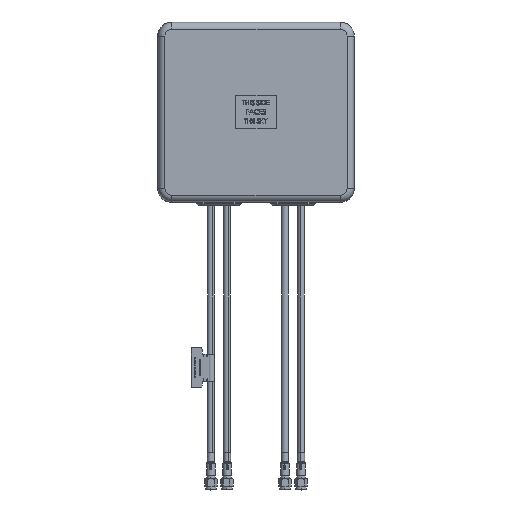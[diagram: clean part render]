
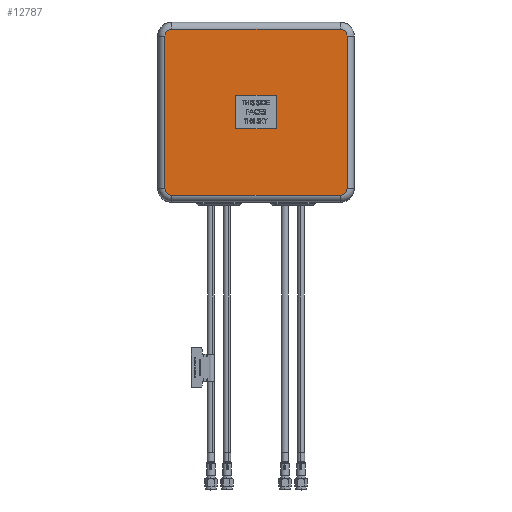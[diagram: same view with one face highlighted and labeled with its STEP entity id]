
A CAD part, top view. The second image highlights one B-rep face of the part: STEP entity #12787.
In plain terms, the highlighted face is planar.
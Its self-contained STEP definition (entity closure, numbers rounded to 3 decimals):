
#264 = DIRECTION ( 'NONE',  ( -1., 0., 0. ) ) ;
#789 = VERTEX_POINT ( 'NONE', #28907 ) ;
#965 = EDGE_CURVE ( 'NONE', #43932, #7924, #34341, .T. ) ;
#1022 = EDGE_CURVE ( 'NONE', #45303, #43932, #1613, .T. ) ;
#1244 = CARTESIAN_POINT ( 'NONE',  ( 67.672, 15., 56.5 ) ) ;
#1613 = LINE ( 'NONE', #48271, #18828 ) ;
#1882 = VERTEX_POINT ( 'NONE', #6515 ) ;
#2320 = ORIENTED_EDGE ( 'NONE', *, *, #965, .T. ) ;
#4100 = CARTESIAN_POINT ( 'NONE',  ( 62.5, 15., -56.5 ) ) ;
#4465 = CARTESIAN_POINT ( 'NONE',  ( 62.5, 15., 56.5 ) ) ;
#6515 = CARTESIAN_POINT ( 'NONE',  ( -67.672, 15., -56.5 ) ) ;
#6799 = EDGE_CURVE ( 'NONE', #19022, #789, #19366, .T. ) ;
#7167 = DIRECTION ( 'NONE',  ( 0., 0., 1. ) ) ;
#7713 = CARTESIAN_POINT ( 'NONE',  ( -62.5, 15., 56.5 ) ) ;
#7924 = VERTEX_POINT ( 'NONE', #1244 ) ;
#8592 = DIRECTION ( 'NONE',  ( 0., 0., 1. ) ) ;
#10702 = VERTEX_POINT ( 'NONE', #21827 ) ;
#10784 = FACE_OUTER_BOUND ( 'NONE', #32030, .T. ) ;
#11190 = EDGE_CURVE ( 'NONE', #7924, #19022, #32400, .T. ) ;
#11284 = PLANE ( 'NONE',  #22297 ) ;
#12452 = DIRECTION ( 'NONE',  ( 0., 0., 1. ) ) ;
#12787 = ADVANCED_FACE ( 'NONE', ( #10784 ), #11284, .T. ) ;
#13854 = ORIENTED_EDGE ( 'NONE', *, *, #15788, .T. ) ;
#14637 = CARTESIAN_POINT ( 'NONE',  ( -67.672, 15., 56.5 ) ) ;
#15788 = EDGE_CURVE ( 'NONE', #789, #10702, #20052, .T. ) ;
#18828 = VECTOR ( 'NONE', #49025, 1000. ) ;
#19022 = VERTEX_POINT ( 'NONE', #33567 ) ;
#19366 = CIRCLE ( 'NONE', #24281, 5.172 ) ;
#19405 = EDGE_CURVE ( 'NONE', #10702, #1882, #42194, .T. ) ;
#19963 = VECTOR ( 'NONE', #264, 1000. ) ;
#20052 = LINE ( 'NONE', #43588, #19963 ) ;
#20991 = VECTOR ( 'NONE', #43889, 1000. ) ;
#21827 = CARTESIAN_POINT ( 'NONE',  ( -62.5, 15., -61.672 ) ) ;
#22297 = AXIS2_PLACEMENT_3D ( 'NONE', #38188, #50458, #7167 ) ;
#22583 = ORIENTED_EDGE ( 'NONE', *, *, #11190, .T. ) ;
#23132 = CARTESIAN_POINT ( 'NONE',  ( -62.5, 15., 61.672 ) ) ;
#23413 = CIRCLE ( 'NONE', #25065, 5.172 ) ;
#24281 = AXIS2_PLACEMENT_3D ( 'NONE', #4100, #50224, #31285 ) ;
#25065 = AXIS2_PLACEMENT_3D ( 'NONE', #7713, #46658, #39233 ) ;
#25389 = AXIS2_PLACEMENT_3D ( 'NONE', #4465, #47506, #8592 ) ;
#28295 = CARTESIAN_POINT ( 'NONE',  ( 67.672, 15., 0. ) ) ;
#28907 = CARTESIAN_POINT ( 'NONE',  ( 62.5, 15., -61.672 ) ) ;
#30099 = EDGE_CURVE ( 'NONE', #1882, #35949, #50591, .T. ) ;
#30637 = DIRECTION ( 'NONE',  ( 0., 0., 1. ) ) ;
#31285 = DIRECTION ( 'NONE',  ( 0., 0., 1. ) ) ;
#32030 = EDGE_LOOP ( 'NONE', ( #13854, #50421, #34813, #33335, #33610, #2320, #22583, #43784 ) ) ;
#32400 = LINE ( 'NONE', #28295, #20991 ) ;
#33335 = ORIENTED_EDGE ( 'NONE', *, *, #49506, .T. ) ;
#33567 = CARTESIAN_POINT ( 'NONE',  ( 67.672, 15., -56.5 ) ) ;
#33610 = ORIENTED_EDGE ( 'NONE', *, *, #1022, .T. ) ;
#34341 = CIRCLE ( 'NONE', #25389, 5.172 ) ;
#34813 = ORIENTED_EDGE ( 'NONE', *, *, #30099, .T. ) ;
#34859 = AXIS2_PLACEMENT_3D ( 'NONE', #47263, #36009, #12452 ) ;
#35949 = VERTEX_POINT ( 'NONE', #14637 ) ;
#36009 = DIRECTION ( 'NONE',  ( 0., 1., 0. ) ) ;
#38188 = CARTESIAN_POINT ( 'NONE',  ( 0., 15., 0. ) ) ;
#39233 = DIRECTION ( 'NONE',  ( 0., 0., 1. ) ) ;
#39552 = CARTESIAN_POINT ( 'NONE',  ( 62.5, 15., 61.672 ) ) ;
#42194 = CIRCLE ( 'NONE', #34859, 5.172 ) ;
#43588 = CARTESIAN_POINT ( 'NONE',  ( 0., 15., -61.672 ) ) ;
#43784 = ORIENTED_EDGE ( 'NONE', *, *, #6799, .T. ) ;
#43889 = DIRECTION ( 'NONE',  ( 0., 0., -1. ) ) ;
#43932 = VERTEX_POINT ( 'NONE', #39552 ) ;
#45303 = VERTEX_POINT ( 'NONE', #23132 ) ;
#46658 = DIRECTION ( 'NONE',  ( 0., 1., 0. ) ) ;
#46754 = CARTESIAN_POINT ( 'NONE',  ( -67.672, 15., 0. ) ) ;
#47263 = CARTESIAN_POINT ( 'NONE',  ( -62.5, 15., -56.5 ) ) ;
#47506 = DIRECTION ( 'NONE',  ( 0., 1., 0. ) ) ;
#48271 = CARTESIAN_POINT ( 'NONE',  ( 0., 15., 61.672 ) ) ;
#49025 = DIRECTION ( 'NONE',  ( 1., 0., 0. ) ) ;
#49249 = VECTOR ( 'NONE', #30637, 1000. ) ;
#49506 = EDGE_CURVE ( 'NONE', #35949, #45303, #23413, .T. ) ;
#50224 = DIRECTION ( 'NONE',  ( 0., 1., 0. ) ) ;
#50421 = ORIENTED_EDGE ( 'NONE', *, *, #19405, .T. ) ;
#50458 = DIRECTION ( 'NONE',  ( 0., 1., 0. ) ) ;
#50591 = LINE ( 'NONE', #46754, #49249 ) ;
